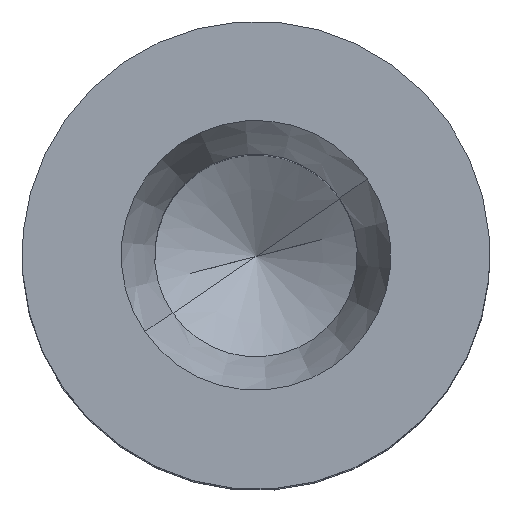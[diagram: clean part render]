
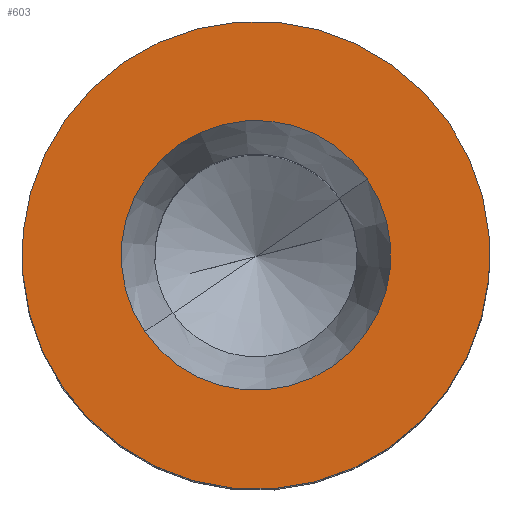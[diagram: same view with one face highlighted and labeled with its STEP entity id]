
A CAD part, top view. The second image highlights one B-rep face of the part: STEP entity #603.
In plain terms, the highlighted planar face has unit normal (0, 0, 1).
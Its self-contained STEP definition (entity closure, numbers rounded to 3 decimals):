
#540=AXIS2_PLACEMENT_3D('Circle Axis2P3D',#538,#539,$) ;
#566=AXIS2_PLACEMENT_3D('Circle Axis2P3D',#564,#565,$) ;
#579=AXIS2_PLACEMENT_3D('Plane Axis2P3D',#576,#577,#578) ;
#587=AXIS2_PLACEMENT_3D('Circle Axis2P3D',#585,#586,$) ;
#596=AXIS2_PLACEMENT_3D('Circle Axis2P3D',#594,#595,$) ;
#538=CARTESIAN_POINT('Axis2P3D Location',(6.35,6.35,36.)) ;
#542=CARTESIAN_POINT('Vertex',(11.585,9.945,36.)) ;
#544=CARTESIAN_POINT('Vertex',(1.115,2.755,36.)) ;
#564=CARTESIAN_POINT('Axis2P3D Location',(6.35,6.35,36.)) ;
#576=CARTESIAN_POINT('Axis2P3D Location',(9.991,6.722,36.)) ;
#585=CARTESIAN_POINT('Axis2P3D Location',(6.35,6.35,36.)) ;
#589=CARTESIAN_POINT('Vertex',(9.367,8.422,36.)) ;
#591=CARTESIAN_POINT('Vertex',(3.333,4.278,36.)) ;
#594=CARTESIAN_POINT('Axis2P3D Location',(6.35,6.35,36.)) ;
#539=DIRECTION('Axis2P3D Direction',(0.,0.,1.)) ;
#565=DIRECTION('Axis2P3D Direction',(0.,0.,1.)) ;
#577=DIRECTION('Axis2P3D Direction',(0.,0.,1.)) ;
#578=DIRECTION('Axis2P3D XDirection',(-0.995,-0.102,0.)) ;
#586=DIRECTION('Axis2P3D Direction',(0.,0.,1.)) ;
#595=DIRECTION('Axis2P3D Direction',(0.,0.,1.)) ;
#582=ORIENTED_EDGE('',*,*,#568,.T.) ;
#583=ORIENTED_EDGE('',*,*,#546,.T.) ;
#600=ORIENTED_EDGE('',*,*,#593,.F.) ;
#601=ORIENTED_EDGE('',*,*,#598,.F.) ;
#602=FACE_BOUND('',#599,.T.) ;
#603=ADVANCED_FACE('KOSF_16MM_100A',(#584,#602),#580,.T.) ;
#541=CIRCLE('generated circle',#540,6.35) ;
#567=CIRCLE('generated circle',#566,6.35) ;
#588=CIRCLE('generated circle',#587,3.66) ;
#597=CIRCLE('generated circle',#596,3.66) ;
#546=EDGE_CURVE('',#543,#545,#541,.T.) ;
#568=EDGE_CURVE('',#545,#543,#567,.T.) ;
#593=EDGE_CURVE('',#590,#592,#588,.T.) ;
#598=EDGE_CURVE('',#592,#590,#597,.T.) ;
#581=EDGE_LOOP('',(#582,#583)) ;
#599=EDGE_LOOP('',(#600,#601)) ;
#584=FACE_OUTER_BOUND('',#581,.T.) ;
#580=PLANE('',#579) ;
#543=VERTEX_POINT('',#542) ;
#545=VERTEX_POINT('',#544) ;
#590=VERTEX_POINT('',#589) ;
#592=VERTEX_POINT('',#591) ;
